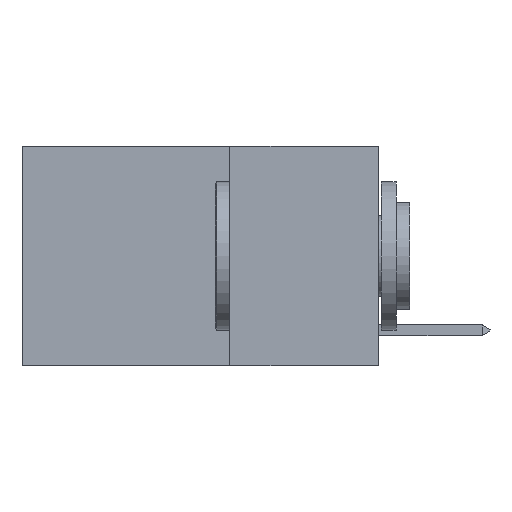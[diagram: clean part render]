
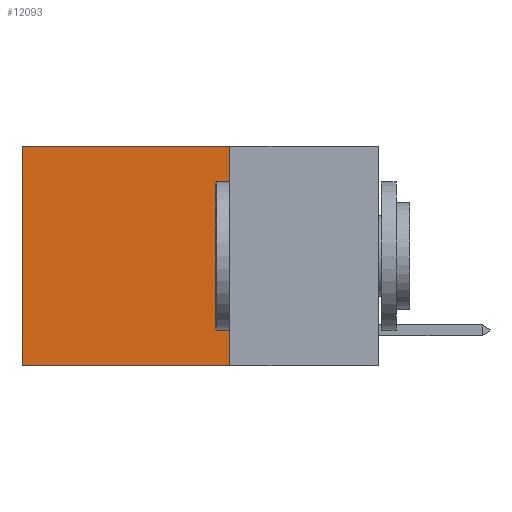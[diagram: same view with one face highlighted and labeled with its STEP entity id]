
A CAD part, left-side view. The second image highlights one B-rep face of the part: STEP entity #12093.
In plain terms, the highlighted planar face has unit normal (-1, 0, 0).
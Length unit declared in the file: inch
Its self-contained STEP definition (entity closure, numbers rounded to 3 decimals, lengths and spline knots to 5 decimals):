
#625 = VECTOR ( 'NONE', #1521, 39.37008 ) ;
#1407 = CARTESIAN_POINT ( 'NONE',  ( 0.2625, 0.25, -0.37 ) ) ;
#1521 = DIRECTION ( 'NONE',  ( 0., 1., 0. ) ) ;
#1558 = CARTESIAN_POINT ( 'NONE',  ( 0.2625, 0.25, 0. ) ) ;
#2802 = EDGE_CURVE ( 'NONE', #21589, #21471, #19361, .T. ) ;
#3050 = CARTESIAN_POINT ( 'NONE',  ( 0.2625, 0.6, -0.37 ) ) ;
#3104 = DIRECTION ( 'NONE',  ( 0., 0., -1. ) ) ;
#3628 = CARTESIAN_POINT ( 'NONE',  ( 0.2625, 0.25, -0.37 ) ) ;
#4741 = DIRECTION ( 'NONE',  ( 0., 0., -1. ) ) ;
#4787 = EDGE_CURVE ( 'NONE', #10569, #21471, #5748, .T. ) ;
#4857 = DIRECTION ( 'NONE',  ( 1., 0., 0. ) ) ;
#5436 = EDGE_CURVE ( 'NONE', #15521, #21589, #6565, .T. ) ;
#5748 = LINE ( 'NONE', #14807, #5796 ) ;
#5796 = VECTOR ( 'NONE', #17299, 39.37008 ) ;
#6058 = EDGE_CURVE ( 'NONE', #15521, #10569, #7651, .T. ) ;
#6531 = FACE_OUTER_BOUND ( 'NONE', #12078, .T. ) ;
#6565 = LINE ( 'NONE', #1558, #18797 ) ;
#7422 = DIRECTION ( 'NONE',  ( 0., 1., 0. ) ) ;
#7651 = LINE ( 'NONE', #18486, #17788 ) ;
#9633 = ORIENTED_EDGE ( 'NONE', *, *, #6058, .T. ) ;
#10569 = VERTEX_POINT ( 'NONE', #20057 ) ;
#11925 = ORIENTED_EDGE ( 'NONE', *, *, #2802, .F. ) ;
#12078 = EDGE_LOOP ( 'NONE', ( #18420, #11925, #22413, #9633 ) ) ;
#12093 = ADVANCED_FACE ( 'NONE', ( #6531 ), #22926, .F. ) ;
#13521 = CARTESIAN_POINT ( 'NONE',  ( 0.2625, 0.25, 0. ) ) ;
#14807 = CARTESIAN_POINT ( 'NONE',  ( 0.2625, 0.6, 0. ) ) ;
#15521 = VERTEX_POINT ( 'NONE', #13521 ) ;
#17299 = DIRECTION ( 'NONE',  ( 0., 0., -1. ) ) ;
#17470 = CARTESIAN_POINT ( 'NONE',  ( 0.2625, 0.25, 0. ) ) ;
#17788 = VECTOR ( 'NONE', #7422, 39.37008 ) ;
#18420 = ORIENTED_EDGE ( 'NONE', *, *, #4787, .T. ) ;
#18486 = CARTESIAN_POINT ( 'NONE',  ( 0.2625, 0.25, 0. ) ) ;
#18797 = VECTOR ( 'NONE', #3104, 39.37008 ) ;
#19361 = LINE ( 'NONE', #1407, #625 ) ;
#20057 = CARTESIAN_POINT ( 'NONE',  ( 0.2625, 0.6, 0. ) ) ;
#20556 = AXIS2_PLACEMENT_3D ( 'NONE', #17470, #4857, #4741 ) ;
#21471 = VERTEX_POINT ( 'NONE', #3050 ) ;
#21589 = VERTEX_POINT ( 'NONE', #3628 ) ;
#22413 = ORIENTED_EDGE ( 'NONE', *, *, #5436, .F. ) ;
#22926 = PLANE ( 'NONE',  #20556 ) ;
